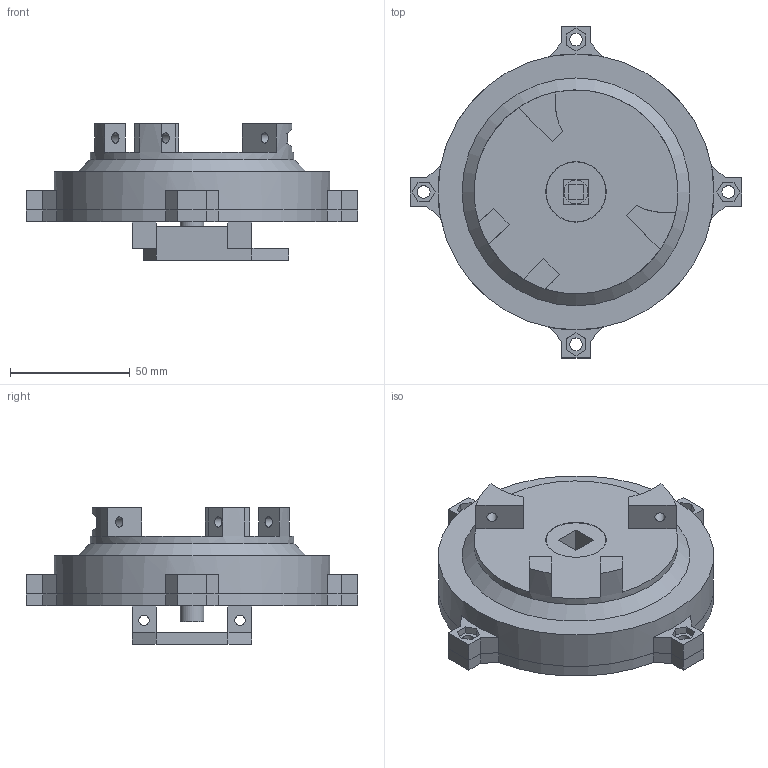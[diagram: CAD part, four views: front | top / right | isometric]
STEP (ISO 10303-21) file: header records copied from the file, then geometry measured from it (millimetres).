
FILE_DESCRIPTION(('FreeCAD Model'),'2;1');
FILE_NAME('Open CASCADE Shape Model','2025-10-16T02:25:14',(''),(''), 'Open CASCADE STEP processor 7.8','FreeCAD','Unknown');
FILE_SCHEMA(('AUTOMOTIVE_DESIGN { 1 0 10303 214 1 1 1 1 }'));
Length unit declared in the file: millimetre
Products named in the file (10): planetary; ring; planet1; planet002; planet003; sun; output; lid; servoframe2; Inshaft2
Assembly tree (9 placements, depth 2):
  planetary
    ring
    planet1
    planet002
    planet003
    sun
    output
    lid
    servoframe2
    Inshaft2
Bounding box: 138.37 x 138.37 x 57 mm (x, y, z)
Volume: 250197.2 mm3; surface area: 106826.3 mm2
Topology: 9 solids, 9 shells, 1346 faces, 3908 edges, 2606 vertices
Faces by surface type: cylinder 523, extrusion 482, plane 338, cone 3
Full cylindrical faces by diameter (mm): 3.5 x4, 4.3 x10, 5.3 x8, 5.5 x1, 9.8 x3, 10 x2, 10.1 x3, 10.2 x1, 15 x1, 20 x3, 25 x4, 25.2 x1, 60 x1, 70 x1, 75 x2, 75.2 x1, 85 x1, 115 x1
Entity records: 47319 total; most frequent: CARTESIAN_POINT 12254, ORIENTED_EDGE 7816, DIRECTION 6255, EDGE_CURVE 3908, VERTEX_POINT 2606, VECTOR 2317, AXIS2_PLACEMENT_3D 1969, LINE 1835
